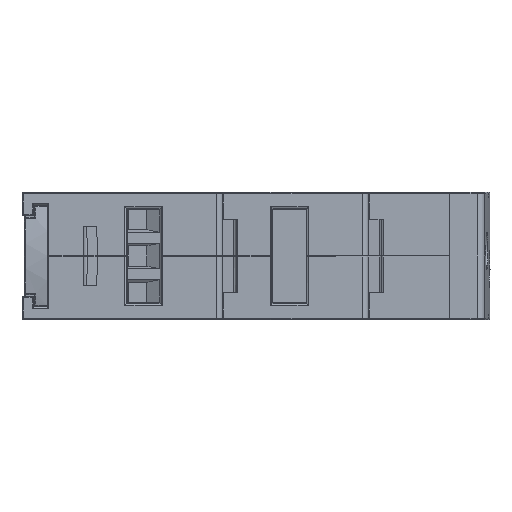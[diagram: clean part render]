
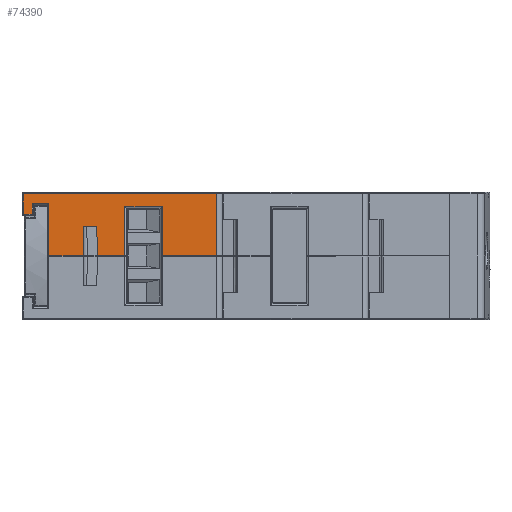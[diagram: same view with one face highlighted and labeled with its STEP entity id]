
A CAD part, front view. The second image highlights one B-rep face of the part: STEP entity #74390.
In plain terms, the highlighted planar face has unit normal (0, -1, 0).
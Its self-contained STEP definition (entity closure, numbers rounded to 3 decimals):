
#1099 = VERTEX_POINT ( 'NONE', #95310 ) ;
#1666 = VECTOR ( 'NONE', #89005, 1000. ) ;
#2540 = LINE ( 'NONE', #58978, #32516 ) ;
#5256 = CARTESIAN_POINT ( 'NONE',  ( 11.856, -58.236, 4.975 ) ) ;
#6219 = CARTESIAN_POINT ( 'NONE',  ( 37.956, -58.236, 3.275 ) ) ;
#6271 = ORIENTED_EDGE ( 'NONE', *, *, #68090, .T. ) ;
#6655 = VERTEX_POINT ( 'NONE', #56697 ) ;
#8564 = ORIENTED_EDGE ( 'NONE', *, *, #87445, .T. ) ;
#10281 = CARTESIAN_POINT ( 'NONE',  ( 37.956, -58.236, 4.975 ) ) ;
#10421 = LINE ( 'NONE', #6219, #71728 ) ;
#10448 = CARTESIAN_POINT ( 'NONE',  ( 14.156, -58.236, -0.725 ) ) ;
#11602 = EDGE_CURVE ( 'NONE', #73988, #27774, #98471, .T. ) ;
#13252 = ORIENTED_EDGE ( 'NONE', *, *, #45950, .T. ) ;
#13646 = CARTESIAN_POINT ( 'NONE',  ( 18.873, -58.236, 3.275 ) ) ;
#14007 = ORIENTED_EDGE ( 'NONE', *, *, #35328, .F. ) ;
#16129 = ORIENTED_EDGE ( 'NONE', *, *, #32117, .T. ) ;
#17142 = DIRECTION ( 'NONE',  ( 1., 0., 0. ) ) ;
#18082 = AXIS2_PLACEMENT_3D ( 'NONE', #70548, #37344, #78532 ) ;
#18123 = EDGE_CURVE ( 'NONE', #104459, #6655, #92772, .T. ) ;
#18271 = CARTESIAN_POINT ( 'NONE',  ( 24.572, -58.236, 8.025 ) ) ;
#18743 = LINE ( 'NONE', #43678, #79993 ) ;
#21984 = CARTESIAN_POINT ( 'NONE',  ( 37.956, -58.236, -0.725 ) ) ;
#22884 = DIRECTION ( 'NONE',  ( 1., 0., 0. ) ) ;
#23998 = CARTESIAN_POINT ( 'NONE',  ( 24.572, -58.236, -0.725 ) ) ;
#24591 = LINE ( 'NONE', #18271, #79276 ) ;
#27535 = VERTEX_POINT ( 'NONE', #53692 ) ;
#27774 = VERTEX_POINT ( 'NONE', #84848 ) ;
#27851 = EDGE_CURVE ( 'NONE', #6655, #75922, #18743, .T. ) ;
#28498 = ORIENTED_EDGE ( 'NONE', *, *, #77230, .T. ) ;
#28792 = EDGE_CURVE ( 'NONE', #73844, #27535, #101760, .T. ) ;
#29573 = FACE_OUTER_BOUND ( 'NONE', #52812, .T. ) ;
#31704 = LINE ( 'NONE', #67006, #103454 ) ;
#31743 = LINE ( 'NONE', #103950, #34350 ) ;
#32117 = EDGE_CURVE ( 'NONE', #93335, #84872, #96835, .T. ) ;
#32516 = VECTOR ( 'NONE', #59350, 1000. ) ;
#33099 = DIRECTION ( 'NONE',  ( 0., 0., -1. ) ) ;
#33835 = CARTESIAN_POINT ( 'NONE',  ( 29.739, -58.236, 6.008 ) ) ;
#34350 = VECTOR ( 'NONE', #96551, 1000. ) ;
#34884 = VERTEX_POINT ( 'NONE', #13646 ) ;
#35328 = EDGE_CURVE ( 'NONE', #67115, #34884, #10421, .T. ) ;
#35489 = VERTEX_POINT ( 'NONE', #23998 ) ;
#36228 = CARTESIAN_POINT ( 'NONE',  ( 37.156, -58.236, 8.025 ) ) ;
#36878 = CARTESIAN_POINT ( 'NONE',  ( 29.739, -58.236, 8.025 ) ) ;
#37344 = DIRECTION ( 'NONE',  ( 0., 1., 0. ) ) ;
#37924 = DIRECTION ( 'NONE',  ( 0., 0., -1. ) ) ;
#39540 = ORIENTED_EDGE ( 'NONE', *, *, #94403, .F. ) ;
#42363 = VECTOR ( 'NONE', #79870, 1000. ) ;
#43678 = CARTESIAN_POINT ( 'NONE',  ( 37.956, -58.236, 6.475 ) ) ;
#44062 = EDGE_CURVE ( 'NONE', #1099, #35489, #90559, .T. ) ;
#44201 = EDGE_CURVE ( 'NONE', #88428, #104459, #104867, .T. ) ;
#44266 = DIRECTION ( 'NONE',  ( 0., 0., 1. ) ) ;
#45950 = EDGE_CURVE ( 'NONE', #63289, #73988, #88202, .T. ) ;
#48889 = LINE ( 'NONE', #54803, #42363 ) ;
#51257 = CARTESIAN_POINT ( 'NONE',  ( 18.916, -58.236, 8.191 ) ) ;
#51484 = DIRECTION ( 'NONE',  ( 1., 0., 0. ) ) ;
#52732 = VECTOR ( 'NONE', #22884, 1000. ) ;
#52785 = ORIENTED_EDGE ( 'NONE', *, *, #18123, .T. ) ;
#52812 = EDGE_LOOP ( 'NONE', ( #63371, #8564, #76282, #73309, #87234, #52785, #98845, #6271, #16129, #96762, #14007, #39540, #82384, #93148, #28498, #13252 ) ) ;
#53692 = CARTESIAN_POINT ( 'NONE',  ( 10.656, -58.236, 7.825 ) ) ;
#53770 = LINE ( 'NONE', #36228, #104533 ) ;
#54803 = CARTESIAN_POINT ( 'NONE',  ( 10.656, -58.236, 8.025 ) ) ;
#56085 = EDGE_CURVE ( 'NONE', #34884, #84872, #65711, .T. ) ;
#56568 = VERTEX_POINT ( 'NONE', #67186 ) ;
#56697 = CARTESIAN_POINT ( 'NONE',  ( 11.856, -58.236, 6.475 ) ) ;
#57864 = VECTOR ( 'NONE', #68746, 1000. ) ;
#58978 = CARTESIAN_POINT ( 'NONE',  ( 37.956, -58.236, 6.008 ) ) ;
#59350 = DIRECTION ( 'NONE',  ( 1., 0., 0. ) ) ;
#59394 = CARTESIAN_POINT ( 'NONE',  ( 10.656, -58.236, 4.975 ) ) ;
#62222 = PLANE ( 'NONE',  #18082 ) ;
#63289 = VERTEX_POINT ( 'NONE', #33835 ) ;
#63371 = ORIENTED_EDGE ( 'NONE', *, *, #11602, .T. ) ;
#64186 = VECTOR ( 'NONE', #86319, 1000. ) ;
#64490 = CARTESIAN_POINT ( 'NONE',  ( 37.956, -58.236, -0.725 ) ) ;
#65711 = LINE ( 'NONE', #51257, #57864 ) ;
#66089 = VECTOR ( 'NONE', #51484, 1000. ) ;
#67006 = CARTESIAN_POINT ( 'NONE',  ( 14.156, -58.236, 8.025 ) ) ;
#67115 = VERTEX_POINT ( 'NONE', #107716 ) ;
#67186 = CARTESIAN_POINT ( 'NONE',  ( 24.572, -58.236, 6.008 ) ) ;
#68090 = EDGE_CURVE ( 'NONE', #75922, #93335, #31704, .T. ) ;
#68746 = DIRECTION ( 'NONE',  ( -0.009, 0., -1. ) ) ;
#70548 = CARTESIAN_POINT ( 'NONE',  ( 37.956, -58.236, 8.025 ) ) ;
#71125 = EDGE_CURVE ( 'NONE', #27535, #88428, #48889, .T. ) ;
#71728 = VECTOR ( 'NONE', #106054, 1000. ) ;
#72284 = CARTESIAN_POINT ( 'NONE',  ( 37.956, -58.236, -0.725 ) ) ;
#72658 = DIRECTION ( 'NONE',  ( 1., 0., 0. ) ) ;
#73309 = ORIENTED_EDGE ( 'NONE', *, *, #71125, .T. ) ;
#73844 = VERTEX_POINT ( 'NONE', #97696 ) ;
#73988 = VERTEX_POINT ( 'NONE', #78321 ) ;
#74390 = ADVANCED_FACE ( 'NONE', ( #29573 ), #62222, .F. ) ;
#75922 = VERTEX_POINT ( 'NONE', #104026 ) ;
#76275 = CARTESIAN_POINT ( 'NONE',  ( 37.956, -58.236, 7.825 ) ) ;
#76280 = VECTOR ( 'NONE', #72658, 1000. ) ;
#76282 = ORIENTED_EDGE ( 'NONE', *, *, #28792, .T. ) ;
#77230 = EDGE_CURVE ( 'NONE', #56568, #63289, #2540, .T. ) ;
#77956 = CARTESIAN_POINT ( 'NONE',  ( 11.856, -58.236, 8.025 ) ) ;
#78321 = CARTESIAN_POINT ( 'NONE',  ( 29.739, -58.236, -0.725 ) ) ;
#78532 = DIRECTION ( 'NONE',  ( -1., 0., 0. ) ) ;
#79276 = VECTOR ( 'NONE', #85291, 1000. ) ;
#79870 = DIRECTION ( 'NONE',  ( 0., 0., -1. ) ) ;
#79993 = VECTOR ( 'NONE', #17142, 1000. ) ;
#82138 = VECTOR ( 'NONE', #93055, 1000. ) ;
#82384 = ORIENTED_EDGE ( 'NONE', *, *, #44062, .T. ) ;
#84310 = VECTOR ( 'NONE', #37924, 1000. ) ;
#84848 = CARTESIAN_POINT ( 'NONE',  ( 37.156, -58.236, -0.725 ) ) ;
#84872 = VERTEX_POINT ( 'NONE', #98375 ) ;
#85291 = DIRECTION ( 'NONE',  ( 0., 0., 1. ) ) ;
#86319 = DIRECTION ( 'NONE',  ( 0., 0., 1. ) ) ;
#87234 = ORIENTED_EDGE ( 'NONE', *, *, #44201, .T. ) ;
#87445 = EDGE_CURVE ( 'NONE', #27774, #73844, #53770, .T. ) ;
#88202 = LINE ( 'NONE', #36878, #84310 ) ;
#88428 = VERTEX_POINT ( 'NONE', #59394 ) ;
#89005 = DIRECTION ( 'NONE',  ( 1., 0., 0. ) ) ;
#90559 = LINE ( 'NONE', #64490, #52732 ) ;
#92772 = LINE ( 'NONE', #77956, #64186 ) ;
#93055 = DIRECTION ( 'NONE',  ( -1., 0., 0. ) ) ;
#93148 = ORIENTED_EDGE ( 'NONE', *, *, #95690, .T. ) ;
#93335 = VERTEX_POINT ( 'NONE', #10448 ) ;
#94403 = EDGE_CURVE ( 'NONE', #1099, #67115, #31743, .T. ) ;
#95310 = CARTESIAN_POINT ( 'NONE',  ( 20.773, -58.236, -0.725 ) ) ;
#95690 = EDGE_CURVE ( 'NONE', #35489, #56568, #24591, .T. ) ;
#96551 = DIRECTION ( 'NONE',  ( -0.009, 0., 1. ) ) ;
#96762 = ORIENTED_EDGE ( 'NONE', *, *, #56085, .F. ) ;
#96835 = LINE ( 'NONE', #72284, #1666 ) ;
#97696 = CARTESIAN_POINT ( 'NONE',  ( 37.156, -58.236, 7.825 ) ) ;
#98375 = CARTESIAN_POINT ( 'NONE',  ( 18.838, -58.236, -0.725 ) ) ;
#98471 = LINE ( 'NONE', #21984, #76280 ) ;
#98845 = ORIENTED_EDGE ( 'NONE', *, *, #27851, .T. ) ;
#101760 = LINE ( 'NONE', #76275, #82138 ) ;
#103454 = VECTOR ( 'NONE', #33099, 1000. ) ;
#103950 = CARTESIAN_POINT ( 'NONE',  ( 20.698, -58.236, 7.874 ) ) ;
#104026 = CARTESIAN_POINT ( 'NONE',  ( 14.156, -58.236, 6.475 ) ) ;
#104459 = VERTEX_POINT ( 'NONE', #5256 ) ;
#104533 = VECTOR ( 'NONE', #44266, 1000. ) ;
#104867 = LINE ( 'NONE', #10281, #66089 ) ;
#106054 = DIRECTION ( 'NONE',  ( -1., 0., 0. ) ) ;
#107716 = CARTESIAN_POINT ( 'NONE',  ( 20.738, -58.236, 3.275 ) ) ;
